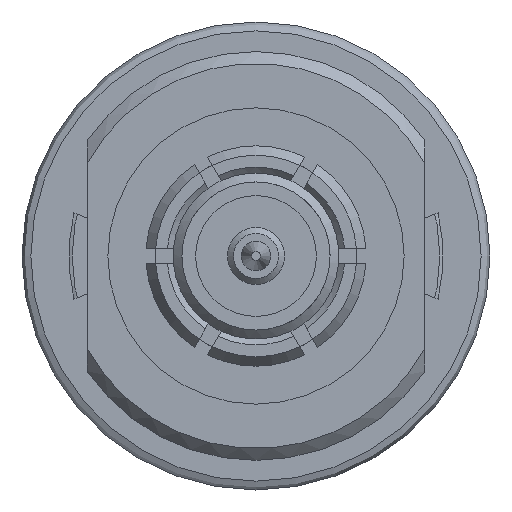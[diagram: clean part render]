
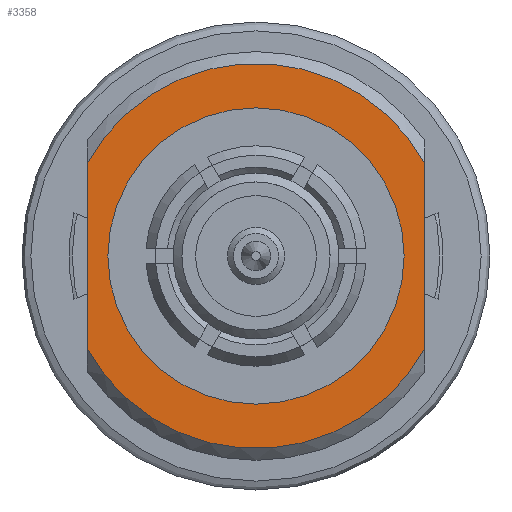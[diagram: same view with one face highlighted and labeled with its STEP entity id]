
A CAD part, front view. The second image highlights one B-rep face of the part: STEP entity #3358.
In plain terms, the highlighted planar face has unit normal (0, -1, 0).
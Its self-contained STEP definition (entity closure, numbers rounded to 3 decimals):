
#266=PLANE('',#4961);
#434=LINE('',#10981,#604);
#435=LINE('',#10985,#605);
#604=VECTOR('',#5903,1000.);
#605=VECTOR('',#5906,1000.);
#1503=ORIENTED_EDGE('',*,*,#2003,.F.);
#1504=ORIENTED_EDGE('',*,*,#2004,.T.);
#1505=ORIENTED_EDGE('',*,*,#2005,.T.);
#1506=ORIENTED_EDGE('',*,*,#2006,.T.);
#1507=ORIENTED_EDGE('',*,*,#2007,.T.);
#2003=EDGE_CURVE('',#2340,#2340,#2536,.T.);
#2004=EDGE_CURVE('',#2341,#2342,#2537,.T.);
#2005=EDGE_CURVE('',#2342,#2343,#434,.T.);
#2006=EDGE_CURVE('',#2343,#2344,#2538,.T.);
#2007=EDGE_CURVE('',#2344,#2341,#435,.T.);
#2340=VERTEX_POINT('',#10976);
#2341=VERTEX_POINT('',#10979);
#2342=VERTEX_POINT('',#10980);
#2343=VERTEX_POINT('',#10982);
#2344=VERTEX_POINT('',#10984);
#2536=CIRCLE('',#4960,2.3);
#2537=CIRCLE('',#4962,3.25);
#2538=CIRCLE('',#4963,3.25);
#2802=EDGE_LOOP('',(#1503));
#2803=EDGE_LOOP('',(#1504,#1505,#1506,#1507));
#3075=FACE_BOUND('',#2802,.T.);
#3076=FACE_BOUND('',#2803,.T.);
#3358=ADVANCED_FACE('',(#3075,#3076),#266,.T.);
#4960=AXIS2_PLACEMENT_3D('',#10975,#5897,#5898);
#4961=AXIS2_PLACEMENT_3D('',#10977,#5899,#5900);
#4962=AXIS2_PLACEMENT_3D('',#10978,#5901,#5902);
#4963=AXIS2_PLACEMENT_3D('',#10983,#5904,#5905);
#5897=DIRECTION('',(0.,-1.,0.));
#5898=DIRECTION('',(1.,0.,0.));
#5899=DIRECTION('',(0.,-1.,0.));
#5900=DIRECTION('',(1.,0.,0.));
#5901=DIRECTION('',(0.,-1.,0.));
#5902=DIRECTION('',(1.,0.,0.));
#5903=DIRECTION('',(0.,0.,-1.));
#5904=DIRECTION('',(0.,-1.,0.));
#5905=DIRECTION('',(1.,0.,0.));
#5906=DIRECTION('',(0.,0.,1.));
#10975=CARTESIAN_POINT('',(0.,66.395,0.));
#10976=CARTESIAN_POINT('',(2.3,66.395,0.));
#10977=CARTESIAN_POINT('',(0.,66.395,0.));
#10978=CARTESIAN_POINT('',(0.,66.395,0.));
#10979=CARTESIAN_POINT('',(2.85,66.395,1.562));
#10980=CARTESIAN_POINT('',(-2.85,66.395,1.562));
#10981=CARTESIAN_POINT('',(-2.85,66.395,1.944));
#10982=CARTESIAN_POINT('',(-2.85,66.395,-1.562));
#10983=CARTESIAN_POINT('',(0.,66.395,0.));
#10984=CARTESIAN_POINT('',(2.85,66.395,-1.562));
#10985=CARTESIAN_POINT('',(2.85,66.395,-1.944));
